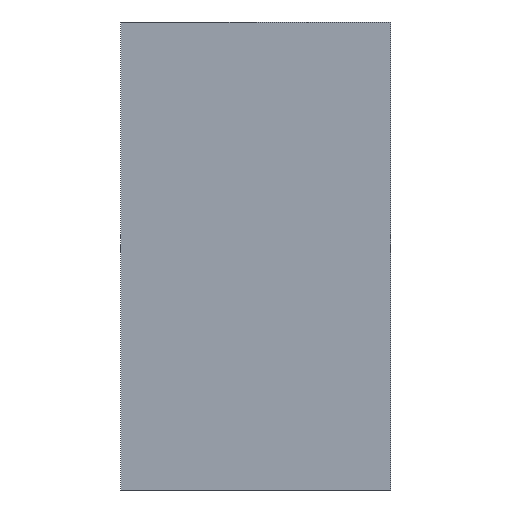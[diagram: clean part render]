
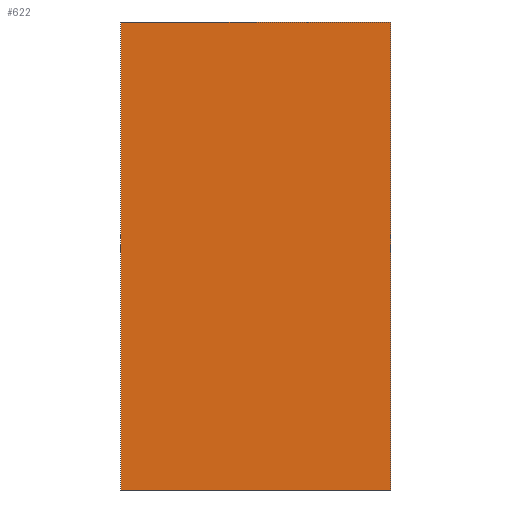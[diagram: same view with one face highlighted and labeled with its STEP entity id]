
A CAD part, left-side view. The second image highlights one B-rep face of the part: STEP entity #622.
In plain terms, the highlighted planar face has unit normal (-1, 0, 0).
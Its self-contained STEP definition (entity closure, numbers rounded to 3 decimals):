
#26=FACE_OUTER_BOUND('',#66,.T.);
#66=EDGE_LOOP('',(#414,#415,#416,#417));
#106=LINE('',#891,#190);
#107=LINE('',#893,#191);
#108=LINE('',#895,#192);
#109=LINE('',#896,#193);
#190=VECTOR('',#725,10.);
#191=VECTOR('',#726,10.);
#192=VECTOR('',#727,10.);
#193=VECTOR('',#728,10.);
#274=VERTEX_POINT('',#889);
#275=VERTEX_POINT('',#890);
#276=VERTEX_POINT('',#892);
#277=VERTEX_POINT('',#894);
#330=EDGE_CURVE('',#274,#275,#106,.T.);
#331=EDGE_CURVE('',#274,#276,#107,.T.);
#332=EDGE_CURVE('',#277,#276,#108,.T.);
#333=EDGE_CURVE('',#275,#277,#109,.T.);
#414=ORIENTED_EDGE('',*,*,#330,.F.);
#415=ORIENTED_EDGE('',*,*,#331,.T.);
#416=ORIENTED_EDGE('',*,*,#332,.F.);
#417=ORIENTED_EDGE('',*,*,#333,.F.);
#582=PLANE('',#681);
#622=ADVANCED_FACE('',(#26),#582,.T.);
#681=AXIS2_PLACEMENT_3D('',#888,#723,#724);
#723=DIRECTION('center_axis',(-1.,0.,0.));
#724=DIRECTION('ref_axis',(0.,-1.,0.));
#725=DIRECTION('',(0.,1.,0.));
#726=DIRECTION('',(0.,0.,1.));
#727=DIRECTION('',(0.,-1.,0.));
#728=DIRECTION('',(0.,0.,1.));
#888=CARTESIAN_POINT('Origin',(0.,0.75,0.));
#889=CARTESIAN_POINT('',(0.,0.,0.));
#890=CARTESIAN_POINT('',(0.,0.75,0.));
#891=CARTESIAN_POINT('',(0.,0.,0.));
#892=CARTESIAN_POINT('',(0.,0.,1.3));
#893=CARTESIAN_POINT('',(0.,0.,0.));
#894=CARTESIAN_POINT('',(0.,0.75,1.3));
#895=CARTESIAN_POINT('',(0.,0.,1.3));
#896=CARTESIAN_POINT('',(0.,0.75,0.));
